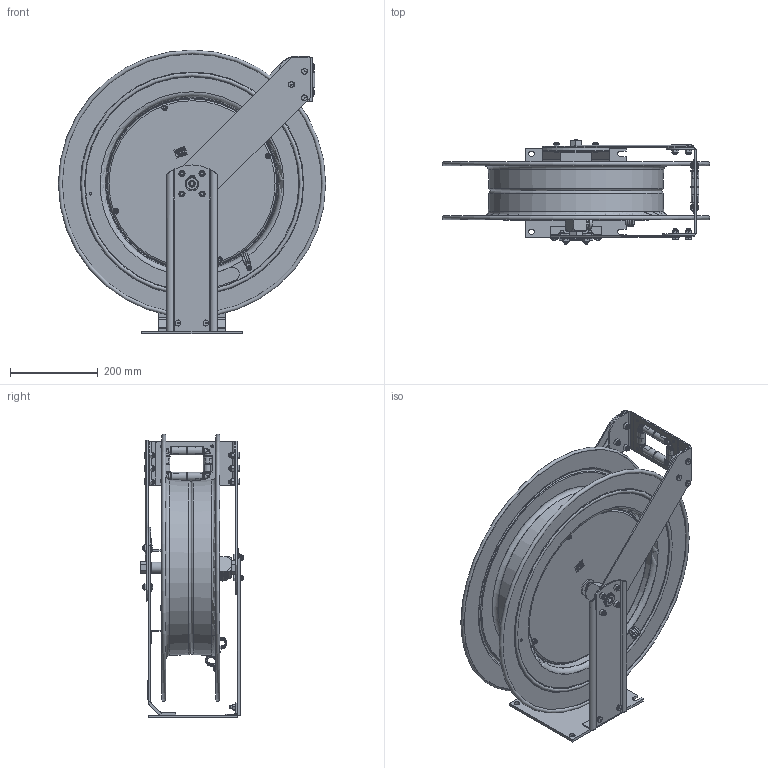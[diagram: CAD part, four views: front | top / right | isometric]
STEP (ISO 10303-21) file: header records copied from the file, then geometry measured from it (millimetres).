
FILE_DESCRIPTION(/* description */ (''),/* implementation_level */ '2;1');
FILE_NAME(/* name */ 'EZ-TSH-375_SHARED.stp',/* time_stamp */ '2020-01-24T09:41:23-07:00',/* author */ ('NMelton'),/* organization */ (''),/* preprocessor_version */ 'ST-DEVELOPER v17',/* originating_system */ 'Autodesk Inventor 2019',/* authorisation */ '');
FILE_SCHEMA (('AUTOMOTIVE_DESIGN { 1 0 10303 214 3 1 1 }'));
Products named in the file (1): EZ-TSH-375_SHARED
Bounding box: 609.6 x 237.12 x 647.44 mm (x, y, z)
Surface area: 2115322.4 mm2 (no closed solid volume)
Topology: 0 solids, 214 shells, 2633 faces, 12123 edges, 9328 vertices
Faces by surface type: plane 1289, cylinder 648, bspline 297, cone 248, torus 109, sphere 42
Full cylindrical faces by diameter (mm): 1.981 x2, 2.159 x1, 2.54 x1, 3.048 x1, 4.699 x4, 4.826 x2, 5.588 x4, 6.35 x8, 7.938 x12, 8.636 x4, 9.525 x2, 10.414 x1, 11.43 x12, 12.192 x16, 12.7 x2, 15.875 x1, 19.05 x7, 25.324 x1, 25.362 x1, 26.314 x1, 27.94 x2, 28.448 x1, 29.134 x1, 30.15 x2, 39.624 x1, 44.044 x1, 385.064 x1, 387.35 x1, 390.388 x1
Entity records: 130884 total; most frequent: CARTESIAN_POINT 37646, ORIENTED_EDGE 17021, DIRECTION 16815, EDGE_CURVE 12064, VERTEX_POINT 9328, LINE 6409, VECTOR 6409, AXIS2_PLACEMENT_3D 5203
